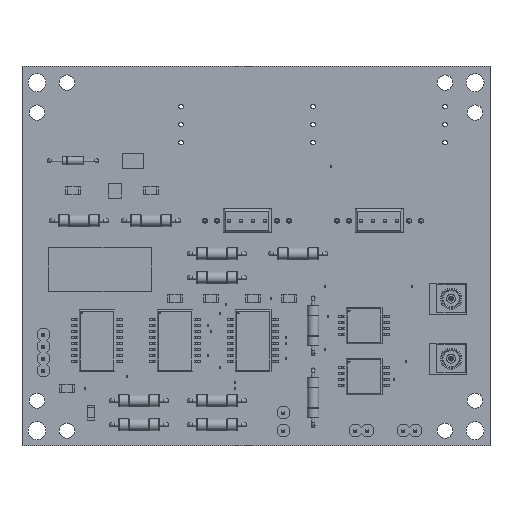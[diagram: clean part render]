
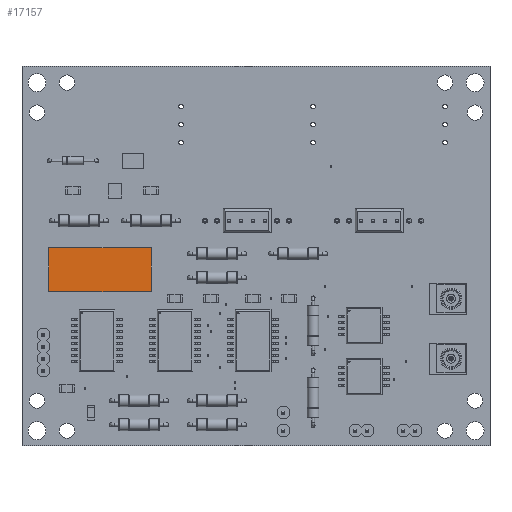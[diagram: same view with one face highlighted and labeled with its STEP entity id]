
A CAD part, top view. The second image highlights one B-rep face of the part: STEP entity #17157.
In plain terms, the highlighted planar face has unit normal (0, 0, 1).
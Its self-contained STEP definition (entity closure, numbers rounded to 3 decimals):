
#660=PLANE('',#18545);
#1459=FACE_OUTER_BOUND('',#2645,.T.);
#2645=EDGE_LOOP('',(#12584,#12585,#12586,#12587));
#3732=LINE('',#25617,#5536);
#3735=LINE('',#25623,#5539);
#3738=LINE('',#25629,#5542);
#3741=LINE('',#25633,#5545);
#5536=VECTOR('',#20894,10.);
#5539=VECTOR('',#20899,10.);
#5542=VECTOR('',#20904,10.);
#5545=VECTOR('',#20909,10.);
#7921=VERTEX_POINT('',#25614);
#7922=VERTEX_POINT('',#25616);
#7924=VERTEX_POINT('',#25622);
#7926=VERTEX_POINT('',#25628);
#9635=EDGE_CURVE('',#7922,#7921,#3732,.T.);
#9638=EDGE_CURVE('',#7924,#7922,#3735,.T.);
#9641=EDGE_CURVE('',#7926,#7924,#3738,.T.);
#9644=EDGE_CURVE('',#7921,#7926,#3741,.T.);
#12584=ORIENTED_EDGE('',*,*,#9644,.T.);
#12585=ORIENTED_EDGE('',*,*,#9641,.T.);
#12586=ORIENTED_EDGE('',*,*,#9638,.T.);
#12587=ORIENTED_EDGE('',*,*,#9635,.T.);
#17157=ADVANCED_FACE('',(#1459),#660,.T.);
#18545=AXIS2_PLACEMENT_3D('',#25634,#20910,#20911);
#20894=DIRECTION('',(-1.,0.,0.));
#20899=DIRECTION('',(0.,1.,0.));
#20904=DIRECTION('',(1.,0.,0.));
#20909=DIRECTION('',(0.,-1.,0.));
#20910=DIRECTION('center_axis',(0.,0.,1.));
#20911=DIRECTION('ref_axis',(1.,0.,0.));
#25614=CARTESIAN_POINT('',(-3.21,3.2,0.1));
#25616=CARTESIAN_POINT('',(18.44,3.2,0.1));
#25617=CARTESIAN_POINT('',(18.44,3.2,0.1));
#25622=CARTESIAN_POINT('',(18.44,-6.1,0.1));
#25623=CARTESIAN_POINT('',(18.44,-6.1,0.1));
#25628=CARTESIAN_POINT('',(-3.21,-6.1,0.1));
#25629=CARTESIAN_POINT('',(-3.21,-6.1,0.1));
#25633=CARTESIAN_POINT('',(-3.21,3.2,0.1));
#25634=CARTESIAN_POINT('Origin',(7.615,-1.45,0.1));
